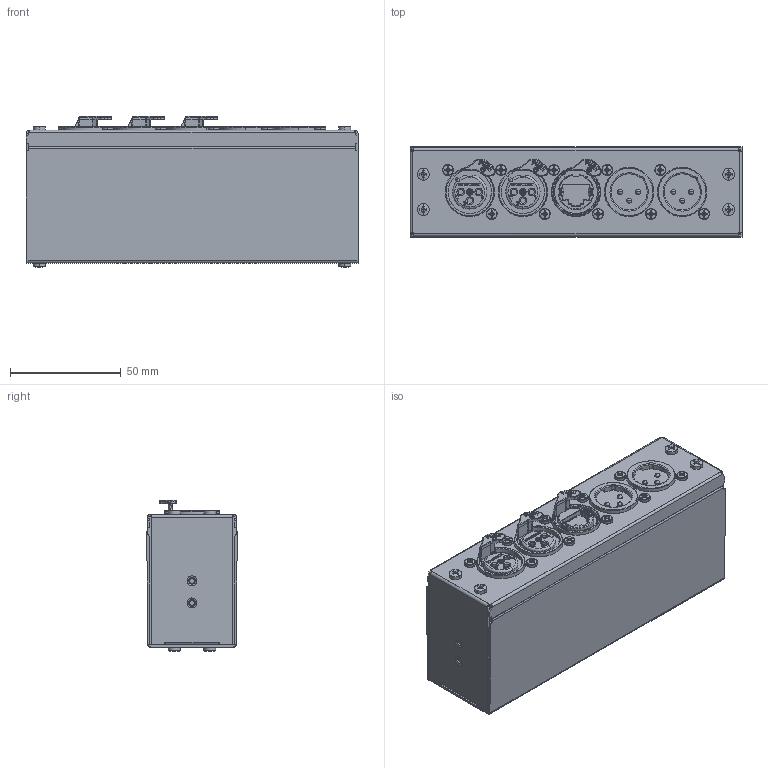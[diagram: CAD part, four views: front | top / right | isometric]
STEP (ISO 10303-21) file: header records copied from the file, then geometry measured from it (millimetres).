
FILE_DESCRIPTION((''),'2;1');
FILE_NAME('30009806','2022-07-19T15:14:56',('SYSTEM'),(''),'CREO PARAMETRIC BY PTC INC, 2021184','CREO PARAMETRIC BY PTC INC, 2021184','');
FILE_SCHEMA(('CONFIG_CONTROL_DESIGN'));
Products named in the file (1): 30009806
Bounding box: 150 x 40.89 x 68.24 mm (x, y, z)
Volume: 373731.5 mm3; surface area: 107862.3 mm2
Topology: 3 solids, 66 shells, 4520 faces, 12059 edges, 7688 vertices
Faces by surface type: plane 2175, cylinder 1114, bspline 505, torus 275, cone 188, extrusion 154, sphere 109
Entity records: 161791 total; most frequent: CARTESIAN_POINT 53101, ORIENTED_EDGE 23920, DIRECTION 20690, EDGE_CURVE 12034, VERTEX_POINT 7688, AXIS2_PLACEMENT_3D 6951, VECTOR 6788, LINE 6634
